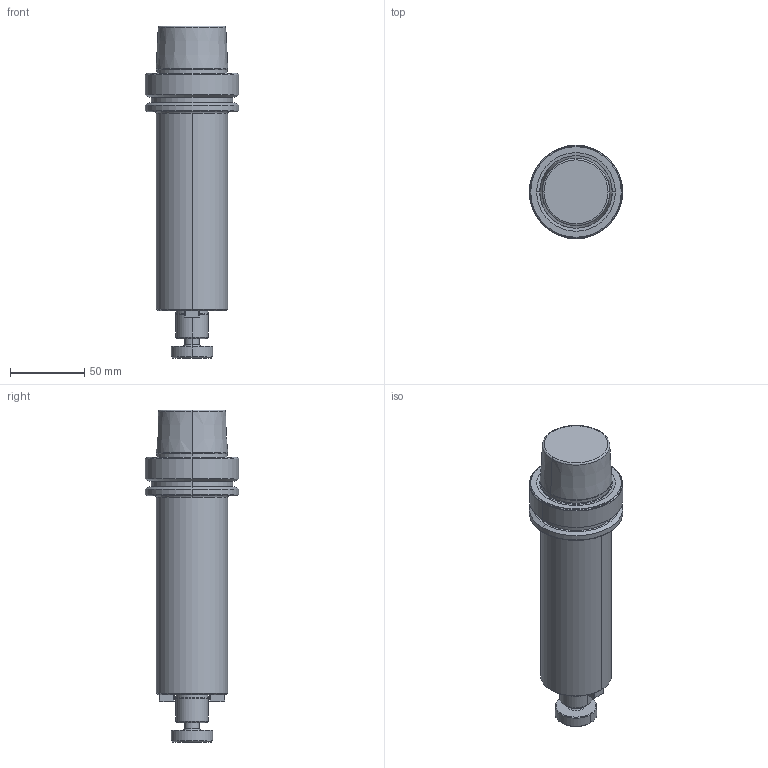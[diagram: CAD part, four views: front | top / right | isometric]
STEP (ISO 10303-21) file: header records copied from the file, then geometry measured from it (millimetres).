
FILE_DESCRIPTION (( 'STEP AP203' ), '1' );
FILE_NAME ('HSK-A 63 FMH22 160 6.3G 20000 SL SP.S .STEP', '2019-05-13T10:56:14', ( '' ), ( '' ), 'SwSTEP 2.0', 'SolidWorks 2014', '' );
FILE_SCHEMA (( 'CONFIG_CONTROL_DESIGN' ));
Length unit declared in the file: millimetre
Products named in the file (1): HSK-A 63 FMH22 160 6.3G 20000 SL SP.S 
Bounding box: 63 x 63 x 223.9 mm (x, y, z)
Volume: 388387.7 mm3; surface area: 40242.8 mm2
Topology: 1 solids, 1 shells, 99 faces, 222 edges, 132 vertices
Faces by surface type: plane 37, cone 26, torus 18, cylinder 18
Entity records: 2811 total; most frequent: DIRECTION 524, CARTESIAN_POINT 454, ORIENTED_EDGE 444, EDGE_CURVE 222, AXIS2_PLACEMENT_3D 202, VERTEX_POINT 132, VECTOR 120, LINE 120
